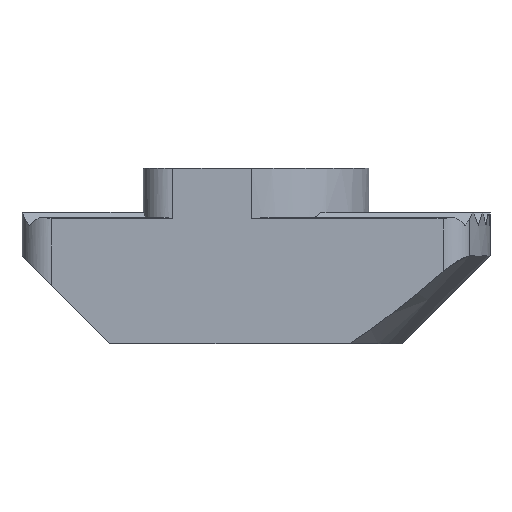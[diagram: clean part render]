
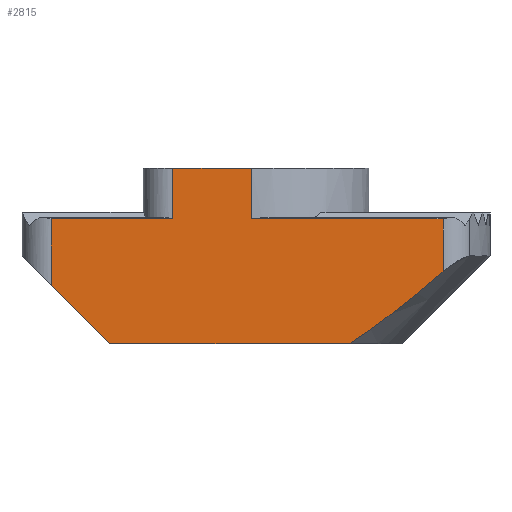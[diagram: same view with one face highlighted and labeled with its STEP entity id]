
A CAD part, left-side view. The second image highlights one B-rep face of the part: STEP entity #2815.
In plain terms, the highlighted planar face has unit normal (-1, 0, 0).
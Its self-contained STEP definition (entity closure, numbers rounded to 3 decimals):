
#2 = VERTEX_POINT ( 'NONE', #1238 ) ;
#72 = VERTEX_POINT ( 'NONE', #2165 ) ;
#94 = DIRECTION ( 'NONE',  ( 1., 0., 0. ) ) ;
#103 = CARTESIAN_POINT ( 'NONE',  ( -3.85, 7., -2.5 ) ) ;
#142 = CARTESIAN_POINT ( 'NONE',  ( -3.85, -7.013, -4.5 ) ) ;
#159 = CARTESIAN_POINT ( 'NONE',  ( -3.85, 2.85, 0. ) ) ;
#196 = ORIENTED_EDGE ( 'NONE', *, *, #2725, .F. ) ;
#209 = CARTESIAN_POINT ( 'NONE',  ( -3.85, -6.394, -2.037 ) ) ;
#391 = CARTESIAN_POINT ( 'NONE',  ( -3.85, -6.394, 0. ) ) ;
#398 = FACE_OUTER_BOUND ( 'NONE', #1064, .T. ) ;
#461 = ORIENTED_EDGE ( 'NONE', *, *, #514, .F. ) ;
#508 = EDGE_CURVE ( 'NONE', #2632, #2095, #2323, .T. ) ;
#514 = EDGE_CURVE ( 'NONE', #1599, #72, #2078, .T. ) ;
#519 = VECTOR ( 'NONE', #2553, 1000. ) ;
#553 = CARTESIAN_POINT ( 'NONE',  ( -3.85, 7., 0. ) ) ;
#618 = DIRECTION ( 'NONE',  ( 0., 0., -1. ) ) ;
#649 = LINE ( 'NONE', #1450, #1428 ) ;
#653 = CARTESIAN_POINT ( 'NONE',  ( -3.85, -7.013, -0.229 ) ) ;
#654 = AXIS2_PLACEMENT_3D ( 'NONE', #2470, #94, #1604 ) ;
#736 = VERTEX_POINT ( 'NONE', #741 ) ;
#741 = CARTESIAN_POINT ( 'NONE',  ( -3.85, -6.394, -0.229 ) ) ;
#742 = ORIENTED_EDGE ( 'NONE', *, *, #1653, .F. ) ;
#747 = LINE ( 'NONE', #653, #1675 ) ;
#785 = CARTESIAN_POINT ( 'NONE',  ( -3.85, 0.15, 1.5 ) ) ;
#819 = EDGE_CURVE ( 'NONE', #2825, #2, #2115, .T. ) ;
#833 = CARTESIAN_POINT ( 'NONE',  ( -3.85, 0.15, -0.229 ) ) ;
#863 = CARTESIAN_POINT ( 'NONE',  ( -3.85, 2.85, -0.229 ) ) ;
#881 = CARTESIAN_POINT ( 'NONE',  ( -3.85, 5., -4.5 ) ) ;
#951 = EDGE_CURVE ( 'NONE', #2527, #2600, #1296, .T. ) ;
#954 = PLANE ( 'NONE',  #654 ) ;
#1024 = VECTOR ( 'NONE', #2343, 1000. ) ;
#1044 = CARTESIAN_POINT ( 'NONE',  ( -3.85, -3.19, -4.5 ) ) ;
#1052 = CARTESIAN_POINT ( 'NONE',  ( -3.85, -3.19, -4.5 ) ) ;
#1064 = EDGE_LOOP ( 'NONE', ( #1616, #1425, #1887, #742, #1456, #2274, #2595, #1686, #461, #196 ) ) ;
#1113 = LINE ( 'NONE', #881, #2245 ) ;
#1132 = VERTEX_POINT ( 'NONE', #209 ) ;
#1238 = CARTESIAN_POINT ( 'NONE',  ( -3.85, 7., -0.229 ) ) ;
#1296 = LINE ( 'NONE', #785, #2005 ) ;
#1425 = ORIENTED_EDGE ( 'NONE', *, *, #2779, .F. ) ;
#1428 = VECTOR ( 'NONE', #1902, 1000. ) ;
#1450 = CARTESIAN_POINT ( 'NONE',  ( -3.85, -7.013, -0.229 ) ) ;
#1456 = ORIENTED_EDGE ( 'NONE', *, *, #1645, .F. ) ;
#1479 = CARTESIAN_POINT ( 'NONE',  ( -3.85, -3.76, -4.136 ) ) ;
#1599 = VERTEX_POINT ( 'NONE', #863 ) ;
#1604 = DIRECTION ( 'NONE',  ( 0., 1., 0. ) ) ;
#1616 = ORIENTED_EDGE ( 'NONE', *, *, #819, .F. ) ;
#1645 = EDGE_CURVE ( 'NONE', #736, #1132, #2178, .T. ) ;
#1653 = EDGE_CURVE ( 'NONE', #1132, #2632, #2660, .T. ) ;
#1675 = VECTOR ( 'NONE', #1770, 1000. ) ;
#1686 = ORIENTED_EDGE ( 'NONE', *, *, #1749, .F. ) ;
#1701 = CARTESIAN_POINT ( 'NONE',  ( -3.85, -5.363, -2.906 ) ) ;
#1749 = EDGE_CURVE ( 'NONE', #72, #2527, #2612, .T. ) ;
#1770 = DIRECTION ( 'NONE',  ( 0., -1., 0. ) ) ;
#1798 = DIRECTION ( 'NONE',  ( 0., 0.707, 0.707 ) ) ;
#1881 = CARTESIAN_POINT ( 'NONE',  ( -3.85, 0.15, 1.5 ) ) ;
#1887 = ORIENTED_EDGE ( 'NONE', *, *, #508, .F. ) ;
#1902 = DIRECTION ( 'NONE',  ( 0., -1., 0. ) ) ;
#1924 = VECTOR ( 'NONE', #618, 1000. ) ;
#1988 = CARTESIAN_POINT ( 'NONE',  ( -3.85, -7.013, 1.5 ) ) ;
#1994 = EDGE_CURVE ( 'NONE', #2600, #736, #649, .T. ) ;
#2003 = CARTESIAN_POINT ( 'NONE',  ( -3.85, 5., -4.5 ) ) ;
#2005 = VECTOR ( 'NONE', #2338, 1000. ) ;
#2021 = DIRECTION ( 'NONE',  ( 0., -1., 0. ) ) ;
#2078 = LINE ( 'NONE', #159, #519 ) ;
#2095 = VERTEX_POINT ( 'NONE', #2003 ) ;
#2115 = LINE ( 'NONE', #553, #2150 ) ;
#2150 = VECTOR ( 'NONE', #2758, 1000. ) ;
#2158 = CARTESIAN_POINT ( 'NONE',  ( -3.85, -6.394, -2.037 ) ) ;
#2165 = CARTESIAN_POINT ( 'NONE',  ( -3.85, 2.85, 1.5 ) ) ;
#2178 = LINE ( 'NONE', #391, #1924 ) ;
#2245 = VECTOR ( 'NONE', #1798, 1000. ) ;
#2274 = ORIENTED_EDGE ( 'NONE', *, *, #1994, .F. ) ;
#2323 = LINE ( 'NONE', #142, #1024 ) ;
#2338 = DIRECTION ( 'NONE',  ( 0., 0., -1. ) ) ;
#2343 = DIRECTION ( 'NONE',  ( 0., 1., 0. ) ) ;
#2389 = CARTESIAN_POINT ( 'NONE',  ( -3.85, -5.881, -2.476 ) ) ;
#2470 = CARTESIAN_POINT ( 'NONE',  ( -3.85, -7.013, 0. ) ) ;
#2527 = VERTEX_POINT ( 'NONE', #1881 ) ;
#2553 = DIRECTION ( 'NONE',  ( 0., 0., 1. ) ) ;
#2587 = CARTESIAN_POINT ( 'NONE',  ( -3.85, -4.302, -3.736 ) ) ;
#2595 = ORIENTED_EDGE ( 'NONE', *, *, #951, .F. ) ;
#2600 = VERTEX_POINT ( 'NONE', #833 ) ;
#2612 = LINE ( 'NONE', #1988, #2752 ) ;
#2632 = VERTEX_POINT ( 'NONE', #1052 ) ;
#2660 = B_SPLINE_CURVE_WITH_KNOTS ( 'NONE', 3,
 ( #2158, #2389, #1701, #2587, #1479, #1044 ),
 .UNSPECIFIED., .F., .F.,
 ( 4, 2, 4 ),
 ( 0., 0.002, 0.004 ),
 .UNSPECIFIED. ) ;
#2725 = EDGE_CURVE ( 'NONE', #2, #1599, #747, .T. ) ;
#2752 = VECTOR ( 'NONE', #2021, 1000. ) ;
#2758 = DIRECTION ( 'NONE',  ( 0., 0., 1. ) ) ;
#2779 = EDGE_CURVE ( 'NONE', #2095, #2825, #1113, .T. ) ;
#2815 = ADVANCED_FACE ( 'NONE', ( #398 ), #954, .F. ) ;
#2825 = VERTEX_POINT ( 'NONE', #103 ) ;
